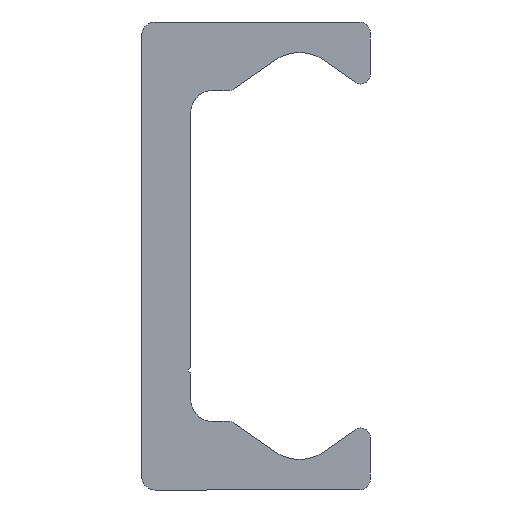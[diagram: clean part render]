
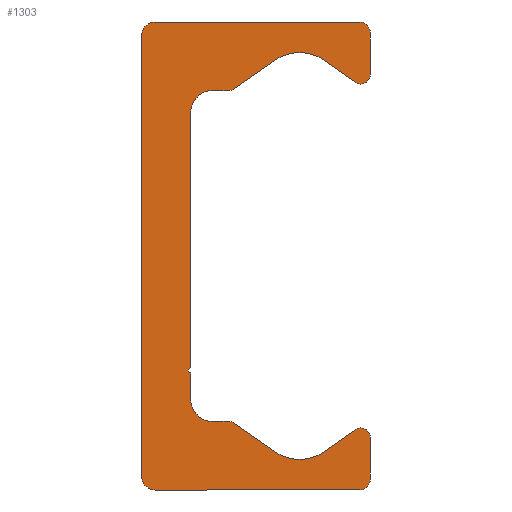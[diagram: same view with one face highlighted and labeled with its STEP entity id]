
A CAD part, left-side view. The second image highlights one B-rep face of the part: STEP entity #1303.
In plain terms, the highlighted planar face has unit normal (-1, 0, 0).
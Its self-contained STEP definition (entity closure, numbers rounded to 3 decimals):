
#424=CARTESIAN_POINT('',(0.0,9.25,-21.5));
#425=VERTEX_POINT('',#424);
#432=CARTESIAN_POINT('',(0.0,10.5,-20.25));
#433=VERTEX_POINT('',#432);
#434=CARTESIAN_POINT('',(0.0,9.25,-20.25));
#435=DIRECTION('',(1.0,0.0,0.0));
#436=DIRECTION('',(0.0,0.0,-1.0));
#437=AXIS2_PLACEMENT_3D('',#434,#435,#436);
#438=CIRCLE('',#437,1.25);
#439=EDGE_CURVE('',#425,#433,#438,.T.);
#463=CARTESIAN_POINT('',(0.0,-9.5,-21.5));
#464=VERTEX_POINT('',#463);
#471=CARTESIAN_POINT('',(0.0,-9.5,-21.5));
#472=DIRECTION('',(0.0,1.0,0.0));
#473=VECTOR('',#472,18.75);
#474=LINE('',#471,#473);
#475=EDGE_CURVE('',#464,#425,#474,.T.);
#495=CARTESIAN_POINT('',(0.0,-10.5,-20.5));
#496=VERTEX_POINT('',#495);
#503=CARTESIAN_POINT('',(0.0,-9.5,-20.5));
#504=DIRECTION('',(1.0,0.0,0.0));
#505=DIRECTION('',(0.0,-1.0,0.0));
#506=AXIS2_PLACEMENT_3D('',#503,#504,#505);
#507=CIRCLE('',#506,1.0);
#508=EDGE_CURVE('',#496,#464,#507,.T.);
#527=CARTESIAN_POINT('',(0.0,-10.5,-16.65));
#528=VERTEX_POINT('',#527);
#535=CARTESIAN_POINT('',(0.0,-10.5,-16.65));
#536=DIRECTION('',(0.0,0.0,-1.0));
#537=VECTOR('',#536,3.85);
#538=LINE('',#535,#537);
#539=EDGE_CURVE('',#528,#496,#538,.T.);
#559=CARTESIAN_POINT('',(0.0,-9.162,-15.954));
#560=VERTEX_POINT('',#559);
#567=CARTESIAN_POINT('',(0.0,-9.65,-16.65));
#568=DIRECTION('',(1.0,0.0,0.0));
#569=DIRECTION('',(0.0,0.574,0.819));
#570=AXIS2_PLACEMENT_3D('',#567,#568,#569);
#571=CIRCLE('',#570,0.85);
#572=EDGE_CURVE('',#560,#528,#571,.T.);
#591=CARTESIAN_POINT('',(0.0,-6.294,-17.962));
#592=VERTEX_POINT('',#591);
#599=CARTESIAN_POINT('',(0.0,-6.294,-17.962));
#600=DIRECTION('',(0.0,-0.819,0.574));
#601=VECTOR('',#600,3.501);
#602=LINE('',#599,#601);
#603=EDGE_CURVE('',#592,#560,#602,.T.);
#623=CARTESIAN_POINT('',(0.0,-1.706,-17.962));
#624=VERTEX_POINT('',#623);
#631=CARTESIAN_POINT('',(0.0,-4.,-14.685));
#632=DIRECTION('',(-1.0,0.0,0.0));
#633=DIRECTION('',(0.0,0.574,0.819));
#634=AXIS2_PLACEMENT_3D('',#631,#632,#633);
#635=CIRCLE('',#634,4.0);
#636=EDGE_CURVE('',#624,#592,#635,.T.);
#655=CARTESIAN_POINT('',(0.0,1.981,-15.381));
#656=VERTEX_POINT('',#655);
#663=CARTESIAN_POINT('',(0.0,1.981,-15.381));
#664=DIRECTION('',(0.0,-0.819,-0.574));
#665=VECTOR('',#664,4.5);
#666=LINE('',#663,#665);
#667=EDGE_CURVE('',#656,#624,#666,.T.);
#687=CARTESIAN_POINT('',(0.0,2.554,-15.2));
#688=VERTEX_POINT('',#687);
#695=CARTESIAN_POINT('',(0.0,2.554,-16.2));
#696=DIRECTION('',(1.0,0.0,0.0));
#697=DIRECTION('',(0.0,0.0,1.0));
#698=AXIS2_PLACEMENT_3D('',#695,#696,#697);
#699=CIRCLE('',#698,1.);
#700=EDGE_CURVE('',#688,#656,#699,.T.);
#719=CARTESIAN_POINT('',(0.0,4.0,-15.2));
#720=VERTEX_POINT('',#719);
#727=CARTESIAN_POINT('',(0.0,4.0,-15.2));
#728=DIRECTION('',(0.0,-1.0,0.0));
#729=VECTOR('',#728,1.446);
#730=LINE('',#727,#729);
#731=EDGE_CURVE('',#720,#688,#730,.T.);
#751=CARTESIAN_POINT('',(0.0,6.,-13.2));
#752=VERTEX_POINT('',#751);
#759=CARTESIAN_POINT('',(0.0,4.,-13.2));
#760=DIRECTION('',(-1.0,0.0,0.0));
#761=DIRECTION('',(0.0,0.0,1.0));
#762=AXIS2_PLACEMENT_3D('',#759,#760,#761);
#763=CIRCLE('',#762,2.0);
#764=EDGE_CURVE('',#752,#720,#763,.T.);
#783=CARTESIAN_POINT('',(0.0,6.,-10.75));
#784=VERTEX_POINT('',#783);
#791=CARTESIAN_POINT('',(0.0,6.,-10.75));
#792=DIRECTION('',(0.0,0.0,-1.0));
#793=VECTOR('',#792,2.45);
#794=LINE('',#791,#793);
#795=EDGE_CURVE('',#784,#752,#794,.T.);
#815=CARTESIAN_POINT('',(0.0,6.,-10.25));
#816=VERTEX_POINT('',#815);
#823=CARTESIAN_POINT('',(0.0,6.,-10.5));
#824=DIRECTION('',(-1.0,0.0,0.0));
#825=DIRECTION('',(0.0,0.0,1.0));
#826=AXIS2_PLACEMENT_3D('',#823,#824,#825);
#827=CIRCLE('',#826,0.25);
#828=EDGE_CURVE('',#816,#784,#827,.T.);
#847=CARTESIAN_POINT('',(0.0,6.,13.2));
#848=VERTEX_POINT('',#847);
#855=CARTESIAN_POINT('',(0.0,6.,13.2));
#856=DIRECTION('',(0.0,0.0,-1.0));
#857=VECTOR('',#856,23.45);
#858=LINE('',#855,#857);
#859=EDGE_CURVE('',#848,#816,#858,.T.);
#894=CARTESIAN_POINT('',(0.0,4.0,15.2));
#895=VERTEX_POINT('',#894);
#902=CARTESIAN_POINT('',(0.0,4.,13.2));
#903=DIRECTION('',(-1.0,0.0,0.0));
#904=DIRECTION('',(0.0,-1.0,0.0));
#905=AXIS2_PLACEMENT_3D('',#902,#903,#904);
#906=CIRCLE('',#905,2.0);
#907=EDGE_CURVE('',#895,#848,#906,.T.);
#926=CARTESIAN_POINT('',(0.0,2.554,15.2));
#927=VERTEX_POINT('',#926);
#934=CARTESIAN_POINT('',(0.0,2.554,15.2));
#935=DIRECTION('',(0.0,1.0,0.0));
#936=VECTOR('',#935,1.446);
#937=LINE('',#934,#936);
#938=EDGE_CURVE('',#927,#895,#937,.T.);
#958=CARTESIAN_POINT('',(0.0,1.981,15.381));
#959=VERTEX_POINT('',#958);
#966=CARTESIAN_POINT('',(0.0,2.554,16.2));
#967=DIRECTION('',(1.0,0.0,0.0));
#968=DIRECTION('',(0.0,-0.574,-0.819));
#969=AXIS2_PLACEMENT_3D('',#966,#967,#968);
#970=CIRCLE('',#969,1.);
#971=EDGE_CURVE('',#959,#927,#970,.T.);
#990=CARTESIAN_POINT('',(0.0,-1.706,17.962));
#991=VERTEX_POINT('',#990);
#998=CARTESIAN_POINT('',(0.0,-1.706,17.962));
#999=DIRECTION('',(0.0,0.819,-0.574));
#1000=VECTOR('',#999,4.5);
#1001=LINE('',#998,#1000);
#1002=EDGE_CURVE('',#991,#959,#1001,.T.);
#1022=CARTESIAN_POINT('',(0.0,-6.294,17.962));
#1023=VERTEX_POINT('',#1022);
#1030=CARTESIAN_POINT('',(0.0,-4.,14.685));
#1031=DIRECTION('',(-1.0,0.0,0.0));
#1032=DIRECTION('',(0.0,-0.574,-0.819));
#1033=AXIS2_PLACEMENT_3D('',#1030,#1031,#1032);
#1034=CIRCLE('',#1033,4.0);
#1035=EDGE_CURVE('',#1023,#991,#1034,.T.);
#1054=CARTESIAN_POINT('',(0.0,-9.162,15.954));
#1055=VERTEX_POINT('',#1054);
#1062=CARTESIAN_POINT('',(0.0,-9.162,15.954));
#1063=DIRECTION('',(0.0,0.819,0.574));
#1064=VECTOR('',#1063,3.501);
#1065=LINE('',#1062,#1064);
#1066=EDGE_CURVE('',#1055,#1023,#1065,.T.);
#1086=CARTESIAN_POINT('',(0.0,-10.5,16.65));
#1087=VERTEX_POINT('',#1086);
#1094=CARTESIAN_POINT('',(0.0,-9.65,16.65));
#1095=DIRECTION('',(1.0,0.0,0.0));
#1096=DIRECTION('',(0.0,-1.0,0.0));
#1097=AXIS2_PLACEMENT_3D('',#1094,#1095,#1096);
#1098=CIRCLE('',#1097,0.85);
#1099=EDGE_CURVE('',#1087,#1055,#1098,.T.);
#1118=CARTESIAN_POINT('',(0.0,-10.5,20.5));
#1119=VERTEX_POINT('',#1118);
#1126=CARTESIAN_POINT('',(0.0,-10.5,20.5));
#1127=DIRECTION('',(0.0,0.0,-1.0));
#1128=VECTOR('',#1127,3.85);
#1129=LINE('',#1126,#1128);
#1130=EDGE_CURVE('',#1119,#1087,#1129,.T.);
#1150=CARTESIAN_POINT('',(0.0,-9.5,21.5));
#1151=VERTEX_POINT('',#1150);
#1158=CARTESIAN_POINT('',(0.0,-9.5,20.5));
#1159=DIRECTION('',(1.0,0.0,0.0));
#1160=DIRECTION('',(0.0,0.0,1.0));
#1161=AXIS2_PLACEMENT_3D('',#1158,#1159,#1160);
#1162=CIRCLE('',#1161,1.0);
#1163=EDGE_CURVE('',#1151,#1119,#1162,.T.);
#1182=CARTESIAN_POINT('',(0.0,9.25,21.5));
#1183=VERTEX_POINT('',#1182);
#1190=CARTESIAN_POINT('',(0.0,9.25,21.5));
#1191=DIRECTION('',(0.0,-1.0,0.0));
#1192=VECTOR('',#1191,18.75);
#1193=LINE('',#1190,#1192);
#1194=EDGE_CURVE('',#1183,#1151,#1193,.T.);
#1214=CARTESIAN_POINT('',(0.0,10.5,20.25));
#1215=VERTEX_POINT('',#1214);
#1222=CARTESIAN_POINT('',(0.0,9.25,20.25));
#1223=DIRECTION('',(1.0,0.0,0.0));
#1224=DIRECTION('',(0.0,1.0,0.0));
#1225=AXIS2_PLACEMENT_3D('',#1222,#1223,#1224);
#1226=CIRCLE('',#1225,1.25);
#1227=EDGE_CURVE('',#1215,#1183,#1226,.T.);
#1245=CARTESIAN_POINT('',(0.0,10.5,-20.25));
#1246=DIRECTION('',(0.0,0.0,1.0));
#1247=VECTOR('',#1246,40.5);
#1248=LINE('',#1245,#1247);
#1249=EDGE_CURVE('',#433,#1215,#1248,.T.);
#1270=CARTESIAN_POINT('',(0.0,2.66,-0.019));
#1271=DIRECTION('',(1.0,0.0,0.0));
#1272=DIRECTION('',(0.0,0.0,-1.0));
#1273=AXIS2_PLACEMENT_3D('',#1270,#1271,#1272);
#1274=PLANE('',#1273);
#1275=ORIENTED_EDGE('',*,*,#1249,.F.);
#1276=ORIENTED_EDGE('',*,*,#439,.F.);
#1277=ORIENTED_EDGE('',*,*,#475,.F.);
#1278=ORIENTED_EDGE('',*,*,#508,.F.);
#1279=ORIENTED_EDGE('',*,*,#539,.F.);
#1280=ORIENTED_EDGE('',*,*,#572,.F.);
#1281=ORIENTED_EDGE('',*,*,#603,.F.);
#1282=ORIENTED_EDGE('',*,*,#636,.F.);
#1283=ORIENTED_EDGE('',*,*,#667,.F.);
#1284=ORIENTED_EDGE('',*,*,#700,.F.);
#1285=ORIENTED_EDGE('',*,*,#731,.F.);
#1286=ORIENTED_EDGE('',*,*,#764,.F.);
#1287=ORIENTED_EDGE('',*,*,#795,.F.);
#1288=ORIENTED_EDGE('',*,*,#828,.F.);
#1289=ORIENTED_EDGE('',*,*,#859,.F.);
#1290=ORIENTED_EDGE('',*,*,#907,.F.);
#1291=ORIENTED_EDGE('',*,*,#938,.F.);
#1292=ORIENTED_EDGE('',*,*,#971,.F.);
#1293=ORIENTED_EDGE('',*,*,#1002,.F.);
#1294=ORIENTED_EDGE('',*,*,#1035,.F.);
#1295=ORIENTED_EDGE('',*,*,#1066,.F.);
#1296=ORIENTED_EDGE('',*,*,#1099,.F.);
#1297=ORIENTED_EDGE('',*,*,#1130,.F.);
#1298=ORIENTED_EDGE('',*,*,#1163,.F.);
#1299=ORIENTED_EDGE('',*,*,#1194,.F.);
#1300=ORIENTED_EDGE('',*,*,#1227,.F.);
#1301=EDGE_LOOP('',(#1275,#1276,#1277,#1278,#1279,#1280,#1281,#1282,#1283,#1284,#1285,#1286,#1287,#1288,#1289,#1290,#1291,#1292,#1293,#1294,#1295,#1296,#1297,#1298,#1299,#1300));
#1302=FACE_OUTER_BOUND('',#1301,.T.);
#1303=ADVANCED_FACE('',(#1302),#1274,.F.);
